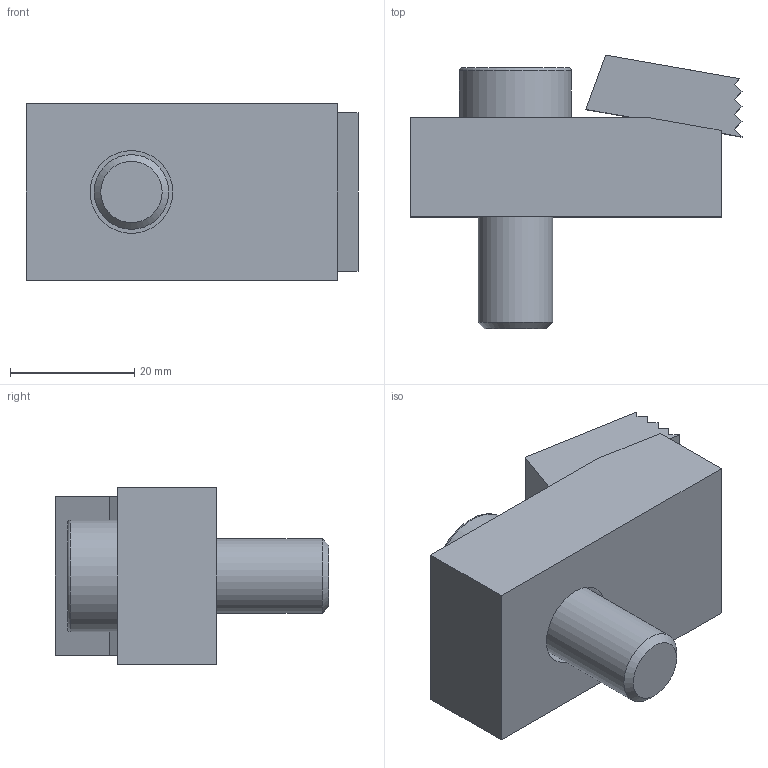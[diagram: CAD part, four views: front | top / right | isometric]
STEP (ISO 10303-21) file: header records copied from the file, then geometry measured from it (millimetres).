
FILE_DESCRIPTION( ( 'STEP AP214' ), '1' );
FILE_NAME( 'K0029.00.stp', '2020-11-24T15:08:01', ( '' ), ( '' ), ' ', 'PARTsolutions', ' ' );
FILE_SCHEMA( ( 'AUTOMOTIVE_DESIGN { 1 0 10303 214 1 1 1 1 }' ) );
Length unit declared in the file: millimetre
Products named in the file (1): _K0029.00
Bounding box: 53.36 x 44 x 28.4 mm (x, y, z)
Volume: 30275.6 mm3; surface area: 9660.2 mm2
Topology: 1 solids, 1 shells, 55 faces, 135 edges, 87 vertices
Faces by surface type: plane 45, cylinder 4, cone 4, torus 2
Full cylindrical faces by diameter (mm): 12 x1, 13.3 x1, 14 x1, 18 x1
Entity records: 2052 total; most frequent: CARTESIAN_POINT 346, DIRECTION 250, ORIENTED_EDGE 242, EDGE_CURVE 121, LINE 102, VECTOR 102, VERTEX_POINT 84, AXIS2_PLACEMENT_3D 74
